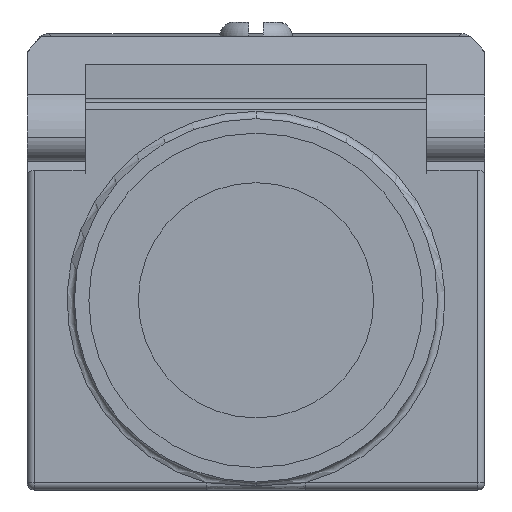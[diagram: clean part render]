
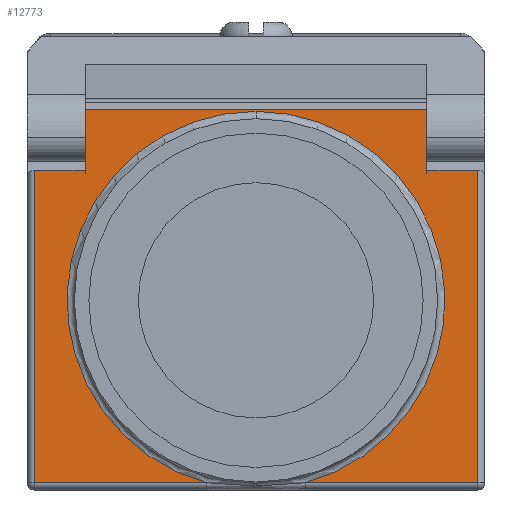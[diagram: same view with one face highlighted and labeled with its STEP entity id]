
A CAD part, front view. The second image highlights one B-rep face of the part: STEP entity #12773.
In plain terms, the highlighted planar face has unit normal (0, -1, 0).
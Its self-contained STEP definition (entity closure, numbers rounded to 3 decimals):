
#90 = DIRECTION ( 'NONE',  ( -1., 0., 0. ) ) ;
#294 = CARTESIAN_POINT ( 'NONE',  ( 15.25, 0., 0. ) ) ;
#330 = CARTESIAN_POINT ( 'NONE',  ( 11.75, 0., 6.441 ) ) ;
#400 = CARTESIAN_POINT ( 'NONE',  ( -15.25, 0., 6.441 ) ) ;
#433 = LINE ( 'NONE', #11602, #20180 ) ;
#684 = LINE ( 'NONE', #330, #8996 ) ;
#686 = AXIS2_PLACEMENT_3D ( 'NONE', #7118, #18031, #8729 ) ;
#789 = VERTEX_POINT ( 'NONE', #13755 ) ;
#1794 = CARTESIAN_POINT ( 'NONE',  ( -11.75, 0., 6.441 ) ) ;
#1797 = VECTOR ( 'NONE', #13218, 1000. ) ;
#1909 = VERTEX_POINT ( 'NONE', #1794 ) ;
#2243 = EDGE_CURVE ( 'NONE', #1909, #15969, #15342, .T. ) ;
#3181 = PLANE ( 'NONE',  #18802 ) ;
#3537 = ORIENTED_EDGE ( 'NONE', *, *, #9296, .T. ) ;
#3921 = DIRECTION ( 'NONE',  ( 0., 0., -1. ) ) ;
#4251 = EDGE_LOOP ( 'NONE', ( #16743, #13997, #6181, #9088, #14841, #4869, #3537, #17777, #11347, #19599, #10214 ) ) ;
#4522 = CARTESIAN_POINT ( 'NONE',  ( -11.75, 0., 10.65 ) ) ;
#4572 = VERTEX_POINT ( 'NONE', #17354 ) ;
#4821 = CARTESIAN_POINT ( 'NONE',  ( 0., 0., 0. ) ) ;
#4869 = ORIENTED_EDGE ( 'NONE', *, *, #8380, .T. ) ;
#5111 = VECTOR ( 'NONE', #11267, 1000. ) ;
#5648 = EDGE_CURVE ( 'NONE', #16150, #10697, #12281, .T. ) ;
#6181 = ORIENTED_EDGE ( 'NONE', *, *, #14558, .T. ) ;
#6388 = DIRECTION ( 'NONE',  ( 0., 0., 1. ) ) ;
#6676 = CARTESIAN_POINT ( 'NONE',  ( -15.25, 0., -15.05 ) ) ;
#7118 = CARTESIAN_POINT ( 'NONE',  ( 0., 0., -2.5 ) ) ;
#7286 = CARTESIAN_POINT ( 'NONE',  ( -11.75, 0., 6.441 ) ) ;
#7409 = EDGE_CURVE ( 'NONE', #789, #11402, #8254, .T. ) ;
#7623 = EDGE_CURVE ( 'NONE', #7878, #789, #15772, .T. ) ;
#7878 = VERTEX_POINT ( 'NONE', #12547 ) ;
#7881 = FACE_OUTER_BOUND ( 'NONE', #4251, .T. ) ;
#8132 = VECTOR ( 'NONE', #90, 1000. ) ;
#8254 = CIRCLE ( 'NONE', #19224, 13. ) ;
#8273 = CARTESIAN_POINT ( 'NONE',  ( 0., 0., -2.5 ) ) ;
#8380 = EDGE_CURVE ( 'NONE', #11402, #14789, #10130, .T. ) ;
#8434 = EDGE_CURVE ( 'NONE', #15969, #13838, #9637, .T. ) ;
#8729 = DIRECTION ( 'NONE',  ( 0., 0., 1. ) ) ;
#8771 = LINE ( 'NONE', #294, #12943 ) ;
#8912 = VERTEX_POINT ( 'NONE', #11292 ) ;
#8996 = VECTOR ( 'NONE', #11258, 1000. ) ;
#9088 = ORIENTED_EDGE ( 'NONE', *, *, #7623, .T. ) ;
#9296 = EDGE_CURVE ( 'NONE', #14789, #4572, #8771, .T. ) ;
#9457 = CARTESIAN_POINT ( 'NONE',  ( 0., 0., 10.65 ) ) ;
#9637 = LINE ( 'NONE', #17684, #17395 ) ;
#9665 = DIRECTION ( 'NONE',  ( 0., 0., 1. ) ) ;
#9710 = CARTESIAN_POINT ( 'NONE',  ( 11.75, 0., 6.441 ) ) ;
#9850 = DIRECTION ( 'NONE',  ( 0., 0., 1. ) ) ;
#10130 = LINE ( 'NONE', #14763, #1797 ) ;
#10214 = ORIENTED_EDGE ( 'NONE', *, *, #15983, .F. ) ;
#10697 = VERTEX_POINT ( 'NONE', #4522 ) ;
#11258 = DIRECTION ( 'NONE',  ( 1., 0., 0. ) ) ;
#11267 = DIRECTION ( 'NONE',  ( 0., 0., 1. ) ) ;
#11292 = CARTESIAN_POINT ( 'NONE',  ( 11.75, 0., 6.441 ) ) ;
#11347 = ORIENTED_EDGE ( 'NONE', *, *, #17377, .T. ) ;
#11402 = VERTEX_POINT ( 'NONE', #18933 ) ;
#11406 = CARTESIAN_POINT ( 'NONE',  ( -11.75, 0., 6.441 ) ) ;
#11602 = CARTESIAN_POINT ( 'NONE',  ( 0., 0., -15.05 ) ) ;
#12035 = DIRECTION ( 'NONE',  ( -1., 0., 0. ) ) ;
#12065 = CARTESIAN_POINT ( 'NONE',  ( 11.75, 0., 10.65 ) ) ;
#12281 = LINE ( 'NONE', #9457, #8132 ) ;
#12547 = CARTESIAN_POINT ( 'NONE',  ( -3.391, 0., -15.05 ) ) ;
#12773 = ADVANCED_FACE ( 'NONE', ( #7881 ), #3181, .F. ) ;
#12943 = VECTOR ( 'NONE', #9665, 1000. ) ;
#13218 = DIRECTION ( 'NONE',  ( 1., 0., 0. ) ) ;
#13755 = CARTESIAN_POINT ( 'NONE',  ( 0., 0., 10.5 ) ) ;
#13838 = VERTEX_POINT ( 'NONE', #6676 ) ;
#13997 = ORIENTED_EDGE ( 'NONE', *, *, #8434, .T. ) ;
#14386 = EDGE_CURVE ( 'NONE', #8912, #4572, #684, .T. ) ;
#14558 = EDGE_CURVE ( 'NONE', #13838, #7878, #433, .T. ) ;
#14763 = CARTESIAN_POINT ( 'NONE',  ( 0., 0., -15.05 ) ) ;
#14789 = VERTEX_POINT ( 'NONE', #16852 ) ;
#14841 = ORIENTED_EDGE ( 'NONE', *, *, #7409, .T. ) ;
#15342 = LINE ( 'NONE', #7286, #19010 ) ;
#15721 = DIRECTION ( 'NONE',  ( 0., 1., 0. ) ) ;
#15772 = CIRCLE ( 'NONE', #686, 13. ) ;
#15969 = VERTEX_POINT ( 'NONE', #400 ) ;
#15983 = EDGE_CURVE ( 'NONE', #1909, #10697, #19568, .T. ) ;
#15996 = DIRECTION ( 'NONE',  ( 0., 0., 1. ) ) ;
#16150 = VERTEX_POINT ( 'NONE', #12065 ) ;
#16743 = ORIENTED_EDGE ( 'NONE', *, *, #2243, .T. ) ;
#16852 = CARTESIAN_POINT ( 'NONE',  ( 15.25, 0., -15.05 ) ) ;
#17354 = CARTESIAN_POINT ( 'NONE',  ( 15.25, 0., 6.441 ) ) ;
#17377 = EDGE_CURVE ( 'NONE', #8912, #16150, #17531, .T. ) ;
#17395 = VECTOR ( 'NONE', #3921, 1000. ) ;
#17531 = LINE ( 'NONE', #9710, #5111 ) ;
#17684 = CARTESIAN_POINT ( 'NONE',  ( -15.25, 0., 0. ) ) ;
#17757 = DIRECTION ( 'NONE',  ( 1., 0., 0. ) ) ;
#17777 = ORIENTED_EDGE ( 'NONE', *, *, #14386, .F. ) ;
#18031 = DIRECTION ( 'NONE',  ( 0., 1., 0. ) ) ;
#18802 = AXIS2_PLACEMENT_3D ( 'NONE', #4821, #15721, #6388 ) ;
#18933 = CARTESIAN_POINT ( 'NONE',  ( 3.391, 0., -15.05 ) ) ;
#19010 = VECTOR ( 'NONE', #12035, 1000. ) ;
#19144 = DIRECTION ( 'NONE',  ( 0., 1., 0. ) ) ;
#19224 = AXIS2_PLACEMENT_3D ( 'NONE', #8273, #19144, #9850 ) ;
#19568 = LINE ( 'NONE', #11406, #20068 ) ;
#19599 = ORIENTED_EDGE ( 'NONE', *, *, #5648, .T. ) ;
#20068 = VECTOR ( 'NONE', #15996, 1000. ) ;
#20180 = VECTOR ( 'NONE', #17757, 1000. ) ;
